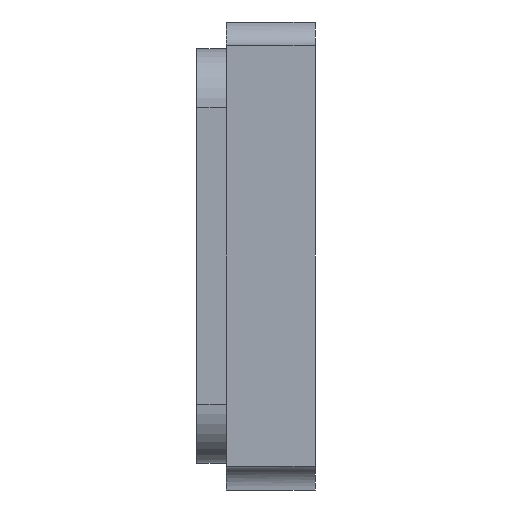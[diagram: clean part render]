
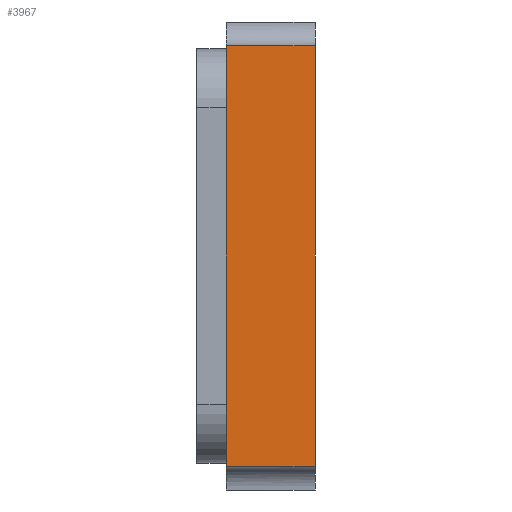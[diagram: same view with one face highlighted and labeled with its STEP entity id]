
A CAD part, left-side view. The second image highlights one B-rep face of the part: STEP entity #3967.
In plain terms, the highlighted planar face has unit normal (-1, 0, 0).
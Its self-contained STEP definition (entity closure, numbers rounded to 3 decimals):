
#2287 = VERTEX_POINT('',#2288);
#2288 = CARTESIAN_POINT('',(-1.245,0.,0.902));
#2298 = PLANE('',#2299);
#2299 = AXIS2_PLACEMENT_3D('',#2300,#2301,#2302);
#2300 = CARTESIAN_POINT('',(-1.245,0.,1.003));
#2301 = DIRECTION('',(0.,1.,0.));
#2302 = DIRECTION('',(0.,0.,1.));
#2314 = CYLINDRICAL_SURFACE('',#2315,0.102);
#2315 = AXIS2_PLACEMENT_3D('',#2316,#2317,#2318);
#2316 = CARTESIAN_POINT('',(-1.245,1.27,1.003));
#2317 = DIRECTION('',(0.,-1.,0.));
#2318 = DIRECTION('',(0.,0.,-1.));
#2348 = EDGE_CURVE('',#2349,#2287,#2351,.T.);
#2349 = VERTEX_POINT('',#2350);
#2350 = CARTESIAN_POINT('',(-1.245,0.,-0.902));
#2351 = SURFACE_CURVE('',#2352,(#2356,#2363),.PCURVE_S1.);
#2352 = LINE('',#2353,#2354);
#2353 = CARTESIAN_POINT('',(-1.245,0.,-1.003));
#2354 = VECTOR('',#2355,1.);
#2355 = DIRECTION('',(0.,0.,1.));
#2356 = PCURVE('',#2298,#2357);
#2357 = DEFINITIONAL_REPRESENTATION('',(#2358),#2362);
#2358 = LINE('',#2359,#2360);
#2359 = CARTESIAN_POINT('',(-2.007,0.));
#2360 = VECTOR('',#2361,1.);
#2361 = DIRECTION('',(1.,0.));
#2362 = ( GEOMETRIC_REPRESENTATION_CONTEXT(2) 
PARAMETRIC_REPRESENTATION_CONTEXT() REPRESENTATION_CONTEXT('2D SPACE',''
  ) );
#2363 = PCURVE('',#2364,#2369);
#2364 = PLANE('',#2365);
#2365 = AXIS2_PLACEMENT_3D('',#2366,#2367,#2368);
#2366 = CARTESIAN_POINT('',(-1.245,0.508,-1.003));
#2367 = DIRECTION('',(1.,0.,0.));
#2368 = DIRECTION('',(0.,0.,-1.));
#2369 = DEFINITIONAL_REPRESENTATION('',(#2370),#2374);
#2370 = LINE('',#2371,#2372);
#2371 = CARTESIAN_POINT('',(0.,-0.508));
#2372 = VECTOR('',#2373,1.);
#2373 = DIRECTION('',(-1.,0.));
#2374 = ( GEOMETRIC_REPRESENTATION_CONTEXT(2) 
PARAMETRIC_REPRESENTATION_CONTEXT() REPRESENTATION_CONTEXT('2D SPACE',''
  ) );
#2397 = CYLINDRICAL_SURFACE('',#2398,0.102);
#2398 = AXIS2_PLACEMENT_3D('',#2399,#2400,#2401);
#2399 = CARTESIAN_POINT('',(-1.245,1.27,-1.003));
#2400 = DIRECTION('',(0.,-1.,0.));
#2401 = DIRECTION('',(0.,0.,-1.));
#3313 = PLANE('',#3314);
#3314 = AXIS2_PLACEMENT_3D('',#3315,#3316,#3317);
#3315 = CARTESIAN_POINT('',(-1.245,0.381,1.003));
#3316 = DIRECTION('',(0.,-1.,0.));
#3317 = DIRECTION('',(0.,0.,-1.));
#3588 = VERTEX_POINT('',#3589);
#3589 = CARTESIAN_POINT('',(-1.245,0.381,0.902));
#3807 = VERTEX_POINT('',#3808);
#3808 = CARTESIAN_POINT('',(-1.245,0.381,-0.902));
#3856 = EDGE_CURVE('',#3588,#3807,#3857,.T.);
#3857 = SURFACE_CURVE('',#3858,(#3862,#3869),.PCURVE_S1.);
#3858 = LINE('',#3859,#3860);
#3859 = CARTESIAN_POINT('',(-1.245,0.381,1.003));
#3860 = VECTOR('',#3861,1.);
#3861 = DIRECTION('',(0.,0.,-1.));
#3862 = PCURVE('',#3313,#3863);
#3863 = DEFINITIONAL_REPRESENTATION('',(#3864),#3868);
#3864 = LINE('',#3865,#3866);
#3865 = CARTESIAN_POINT('',(0.,0.));
#3866 = VECTOR('',#3867,1.);
#3867 = DIRECTION('',(1.,0.));
#3868 = ( GEOMETRIC_REPRESENTATION_CONTEXT(2) 
PARAMETRIC_REPRESENTATION_CONTEXT() REPRESENTATION_CONTEXT('2D SPACE',''
  ) );
#3869 = PCURVE('',#2364,#3870);
#3870 = DEFINITIONAL_REPRESENTATION('',(#3871),#3875);
#3871 = LINE('',#3872,#3873);
#3872 = CARTESIAN_POINT('',(-2.007,-0.127));
#3873 = VECTOR('',#3874,1.);
#3874 = DIRECTION('',(1.,0.));
#3875 = ( GEOMETRIC_REPRESENTATION_CONTEXT(2) 
PARAMETRIC_REPRESENTATION_CONTEXT() REPRESENTATION_CONTEXT('2D SPACE',''
  ) );
#3967 = ADVANCED_FACE('',(#3968),#2364,.F.);
#3968 = FACE_BOUND('',#3969,.T.);
#3969 = EDGE_LOOP('',(#3970,#4013,#4014,#4057));
#3970 = ORIENTED_EDGE('',*,*,#3971,.F.);
#3971 = EDGE_CURVE('',#3588,#2287,#3972,.T.);
#3972 = SURFACE_CURVE('',#3973,(#3977,#3984),.PCURVE_S1.);
#3973 = LINE('',#3974,#3975);
#3974 = CARTESIAN_POINT('',(-1.245,1.27,0.902));
#3975 = VECTOR('',#3976,1.);
#3976 = DIRECTION('',(0.,-1.,0.));
#3977 = PCURVE('',#2364,#3978);
#3978 = DEFINITIONAL_REPRESENTATION('',(#3979),#3983);
#3979 = LINE('',#3980,#3981);
#3980 = CARTESIAN_POINT('',(-1.905,0.762));
#3981 = VECTOR('',#3982,1.);
#3982 = DIRECTION('',(0.,-1.));
#3983 = ( GEOMETRIC_REPRESENTATION_CONTEXT(2) 
PARAMETRIC_REPRESENTATION_CONTEXT() REPRESENTATION_CONTEXT('2D SPACE',''
  ) );
#3984 = PCURVE('',#2314,#3985);
#3985 = DEFINITIONAL_REPRESENTATION('',(#3986),#4012);
#3986 = B_SPLINE_CURVE_WITH_KNOTS('',3,(#3987,#3988,#3989,#3990,#3991,
    #3992,#3993,#3994,#3995,#3996,#3997,#3998,#3999,#4000,#4001,#4002,
    #4003,#4004,#4005,#4006,#4007,#4008,#4009,#4010,#4011),
  .UNSPECIFIED.,.F.,.F.,(4,1,1,1,1,1,1,1,1,1,1,1,1,1,1,1,1,1,1,1,1,1,4),
  (0.889,0.906,0.924,0.941,0.958,
    0.976,0.993,1.01,1.028,
    1.045,1.062,1.08,1.097,1.114,
    1.131,1.149,1.166,1.183,
    1.201,1.218,1.235,1.253,1.27),
  .QUASI_UNIFORM_KNOTS.);
#3987 = CARTESIAN_POINT('',(0.,0.889));
#3988 = CARTESIAN_POINT('',(0.,0.895));
#3989 = CARTESIAN_POINT('',(0.,0.906));
#3990 = CARTESIAN_POINT('',(0.,0.924));
#3991 = CARTESIAN_POINT('',(0.,0.941));
#3992 = CARTESIAN_POINT('',(0.,0.958));
#3993 = CARTESIAN_POINT('',(0.,0.976));
#3994 = CARTESIAN_POINT('',(0.,0.993));
#3995 = CARTESIAN_POINT('',(0.,1.01));
#3996 = CARTESIAN_POINT('',(0.,1.028));
#3997 = CARTESIAN_POINT('',(0.,1.045));
#3998 = CARTESIAN_POINT('',(0.,1.062));
#3999 = CARTESIAN_POINT('',(0.,1.08));
#4000 = CARTESIAN_POINT('',(0.,1.097));
#4001 = CARTESIAN_POINT('',(0.,1.114));
#4002 = CARTESIAN_POINT('',(0.,1.131));
#4003 = CARTESIAN_POINT('',(0.,1.149));
#4004 = CARTESIAN_POINT('',(0.,1.166));
#4005 = CARTESIAN_POINT('',(0.,1.183));
#4006 = CARTESIAN_POINT('',(0.,1.201));
#4007 = CARTESIAN_POINT('',(0.,1.218));
#4008 = CARTESIAN_POINT('',(0.,1.235));
#4009 = CARTESIAN_POINT('',(0.,1.253));
#4010 = CARTESIAN_POINT('',(0.,1.264));
#4011 = CARTESIAN_POINT('',(0.,1.27));
#4012 = ( GEOMETRIC_REPRESENTATION_CONTEXT(2) 
PARAMETRIC_REPRESENTATION_CONTEXT() REPRESENTATION_CONTEXT('2D SPACE',''
  ) );
#4013 = ORIENTED_EDGE('',*,*,#3856,.T.);
#4014 = ORIENTED_EDGE('',*,*,#4015,.T.);
#4015 = EDGE_CURVE('',#3807,#2349,#4016,.T.);
#4016 = SURFACE_CURVE('',#4017,(#4021,#4028),.PCURVE_S1.);
#4017 = LINE('',#4018,#4019);
#4018 = CARTESIAN_POINT('',(-1.245,1.27,-0.902));
#4019 = VECTOR('',#4020,1.);
#4020 = DIRECTION('',(0.,-1.,0.));
#4021 = PCURVE('',#2364,#4022);
#4022 = DEFINITIONAL_REPRESENTATION('',(#4023),#4027);
#4023 = LINE('',#4024,#4025);
#4024 = CARTESIAN_POINT('',(-0.102,0.762));
#4025 = VECTOR('',#4026,1.);
#4026 = DIRECTION('',(0.,-1.));
#4027 = ( GEOMETRIC_REPRESENTATION_CONTEXT(2) 
PARAMETRIC_REPRESENTATION_CONTEXT() REPRESENTATION_CONTEXT('2D SPACE',''
  ) );
#4028 = PCURVE('',#2397,#4029);
#4029 = DEFINITIONAL_REPRESENTATION('',(#4030),#4056);
#4030 = B_SPLINE_CURVE_WITH_KNOTS('',3,(#4031,#4032,#4033,#4034,#4035,
    #4036,#4037,#4038,#4039,#4040,#4041,#4042,#4043,#4044,#4045,#4046,
    #4047,#4048,#4049,#4050,#4051,#4052,#4053,#4054,#4055),
  .UNSPECIFIED.,.F.,.F.,(4,1,1,1,1,1,1,1,1,1,1,1,1,1,1,1,1,1,1,1,1,1,4),
  (0.889,0.906,0.924,0.941,0.958,
    0.976,0.993,1.01,1.028,
    1.045,1.062,1.08,1.097,1.114,
    1.131,1.149,1.166,1.183,
    1.201,1.218,1.235,1.253,1.27),
  .QUASI_UNIFORM_KNOTS.);
#4031 = CARTESIAN_POINT('',(3.142,0.889));
#4032 = CARTESIAN_POINT('',(3.142,0.895));
#4033 = CARTESIAN_POINT('',(3.142,0.906));
#4034 = CARTESIAN_POINT('',(3.142,0.924));
#4035 = CARTESIAN_POINT('',(3.142,0.941));
#4036 = CARTESIAN_POINT('',(3.142,0.958));
#4037 = CARTESIAN_POINT('',(3.142,0.976));
#4038 = CARTESIAN_POINT('',(3.142,0.993));
#4039 = CARTESIAN_POINT('',(3.142,1.01));
#4040 = CARTESIAN_POINT('',(3.142,1.028));
#4041 = CARTESIAN_POINT('',(3.142,1.045));
#4042 = CARTESIAN_POINT('',(3.142,1.062));
#4043 = CARTESIAN_POINT('',(3.142,1.08));
#4044 = CARTESIAN_POINT('',(3.142,1.097));
#4045 = CARTESIAN_POINT('',(3.142,1.114));
#4046 = CARTESIAN_POINT('',(3.142,1.131));
#4047 = CARTESIAN_POINT('',(3.142,1.149));
#4048 = CARTESIAN_POINT('',(3.142,1.166));
#4049 = CARTESIAN_POINT('',(3.142,1.183));
#4050 = CARTESIAN_POINT('',(3.142,1.201));
#4051 = CARTESIAN_POINT('',(3.142,1.218));
#4052 = CARTESIAN_POINT('',(3.142,1.235));
#4053 = CARTESIAN_POINT('',(3.142,1.253));
#4054 = CARTESIAN_POINT('',(3.142,1.264));
#4055 = CARTESIAN_POINT('',(3.142,1.27));
#4056 = ( GEOMETRIC_REPRESENTATION_CONTEXT(2) 
PARAMETRIC_REPRESENTATION_CONTEXT() REPRESENTATION_CONTEXT('2D SPACE',''
  ) );
#4057 = ORIENTED_EDGE('',*,*,#2348,.T.);
